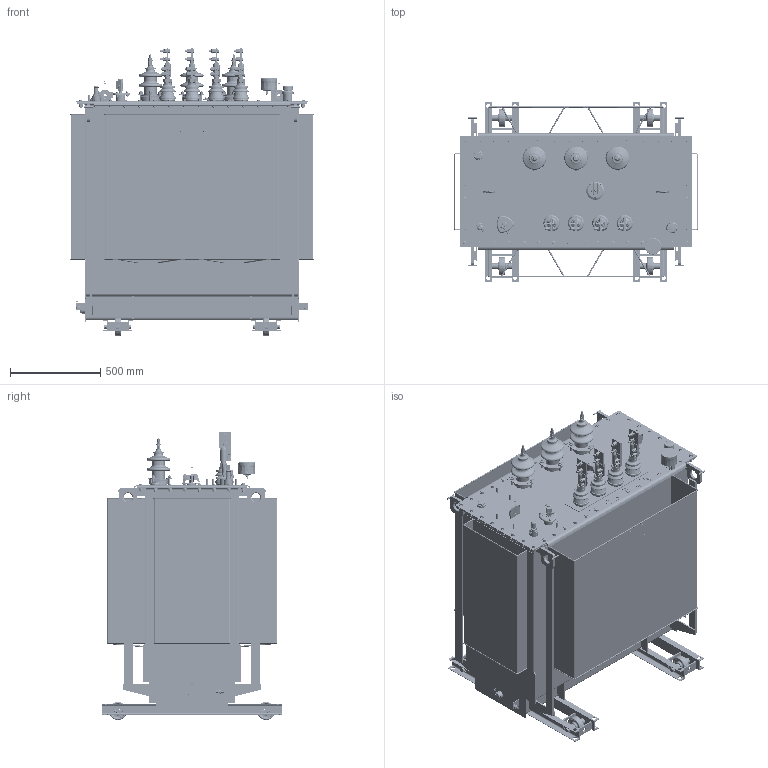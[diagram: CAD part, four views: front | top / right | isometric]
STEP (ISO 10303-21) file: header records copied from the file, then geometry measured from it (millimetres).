
FILE_DESCRIPTION(/* description */ (''),/* implementation_level */ '2;1');
FILE_NAME(/* name */ 'ВИЕЛ.672233.077.stp',/* time_stamp */ '2020-02-06T14:55:17+03:00',/* author */ ('55505'),/* organization */ (''),/* preprocessor_version */ 'ST-DEVELOPER v15.2',/* originating_system */ 'Autodesk Inventor 2014',/* authorisation */ '');
FILE_SCHEMA (('AUTOMOTIVE_DESIGN { 1 0 10303 214 3 1 1 }'));
Products named in the file (1): ВИЕЛ.672233.077
Bounding box: 1345.97 x 994 x 1591.5 mm (x, y, z)
Volume: 40180116 mm3; surface area: 18846167.1 mm2
Topology: 36 solids, 105 shells, 10434 faces, 25774 edges, 16271 vertices
Faces by surface type: plane 5366, cylinder 2557, bspline 1301, cone 653, torus 480, sphere 77
Full cylindrical faces by diameter (mm): 0.71 x2, 1.5 x4, 1.6 x7, 1.827 x2, 2 x6, 3 x1, 3.1 x2, 3.15 x3, 3.2 x6, 3.4 x4, 3.5 x1, 3.8 x4, 3.96 x3, 4 x6, 4.3 x2, 4.917 x2, 5 x11, 5.3 x5, 5.5 x5, 5.94 x5, 6 x46, 6.2 x5, 6.4 x6, 6.5 x1, 7 x12, 7.1 x2, 7.159 x1, 7.5 x1, 7.92 x3, 8 x20
Entity records: 340850 total; most frequent: CARTESIAN_POINT 103742, ORIENTED_EDGE 46252, DIRECTION 43871, EDGE_CURVE 23089, AXIS2_PLACEMENT_3D 16547, VERTEX_POINT 15759, EDGE_LOOP 14053, LINE 10777
